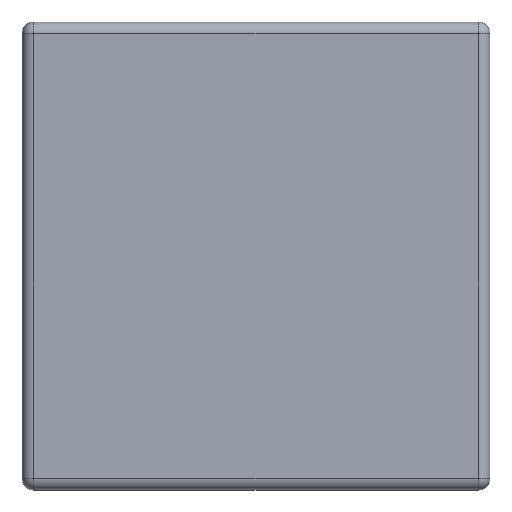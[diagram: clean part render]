
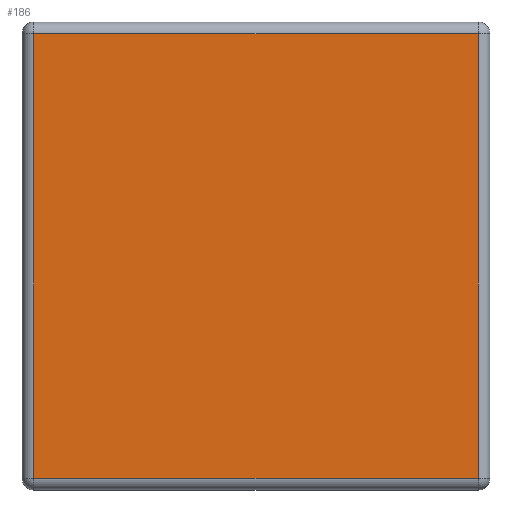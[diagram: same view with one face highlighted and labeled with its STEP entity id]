
A CAD part, top view. The second image highlights one B-rep face of the part: STEP entity #186.
In plain terms, the highlighted planar face has unit normal (0, 0, 1).
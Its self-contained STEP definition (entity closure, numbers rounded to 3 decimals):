
#186 = ADVANCED_FACE( '', ( #418 ), #419, .T. );
#418 = FACE_OUTER_BOUND( '', #691, .T. );
#419 = PLANE( '', #692 );
#691 = EDGE_LOOP( '', ( #1182, #1183, #1184, #1185 ) );
#692 = AXIS2_PLACEMENT_3D( '', #1186, #1187, #1188 );
#1182 = ORIENTED_EDGE( '', *, *, #1588, .T. );
#1183 = ORIENTED_EDGE( '', *, *, #1738, .T. );
#1184 = ORIENTED_EDGE( '', *, *, #1581, .T. );
#1185 = ORIENTED_EDGE( '', *, *, #1692, .T. );
#1186 = CARTESIAN_POINT( '', ( 0., 0., 29. ) );
#1187 = DIRECTION( '', ( 0., 0., 1. ) );
#1188 = DIRECTION( '', ( 1., 0., 0. ) );
#1581 = EDGE_CURVE( '', #1879, #1877, #1880, .T. );
#1588 = EDGE_CURVE( '', #1885, #1890, #1892, .T. );
#1692 = EDGE_CURVE( '', #1877, #1885, #2057, .T. );
#1738 = EDGE_CURVE( '', #1890, #1879, #2123, .T. );
#1877 = VERTEX_POINT( '', #2298 );
#1879 = VERTEX_POINT( '', #2300 );
#1880 = LINE( '', #2301, #2302 );
#1885 = VERTEX_POINT( '', #2308 );
#1890 = VERTEX_POINT( '', #2314 );
#1892 = LINE( '', #2316, #2317 );
#2057 = LINE( '', #2543, #2544 );
#2123 = LINE( '', #2641, #2642 );
#2298 = CARTESIAN_POINT( '', ( 38., -38., 29. ) );
#2300 = CARTESIAN_POINT( '', ( -38., -38., 29. ) );
#2301 = CARTESIAN_POINT( '', ( 40., -38., 29. ) );
#2302 = VECTOR( '', #2812, 1000. );
#2308 = CARTESIAN_POINT( '', ( 38., 38., 29. ) );
#2314 = CARTESIAN_POINT( '', ( -38., 38., 29. ) );
#2316 = CARTESIAN_POINT( '', ( -40., 38., 29. ) );
#2317 = VECTOR( '', #2824, 1000. );
#2543 = CARTESIAN_POINT( '', ( 38., 40., 29. ) );
#2544 = VECTOR( '', #2946, 1000. );
#2641 = CARTESIAN_POINT( '', ( -38., -40., 29. ) );
#2642 = VECTOR( '', #2990, 1000. );
#2812 = DIRECTION( '', ( 1., 0., 0. ) );
#2824 = DIRECTION( '', ( -1., 0., 0. ) );
#2946 = DIRECTION( '', ( 0., 1., 0. ) );
#2990 = DIRECTION( '', ( 0., -1., 0. ) );
